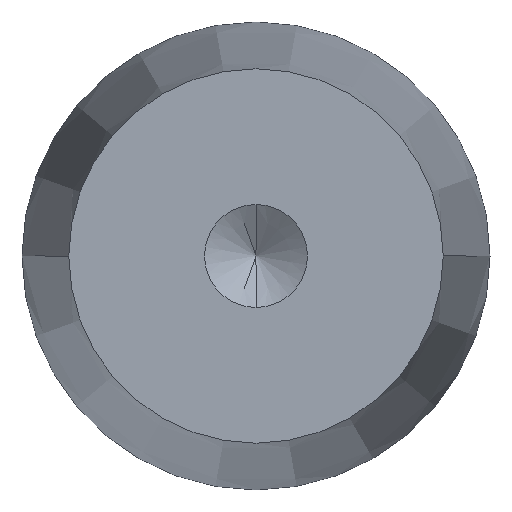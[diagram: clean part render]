
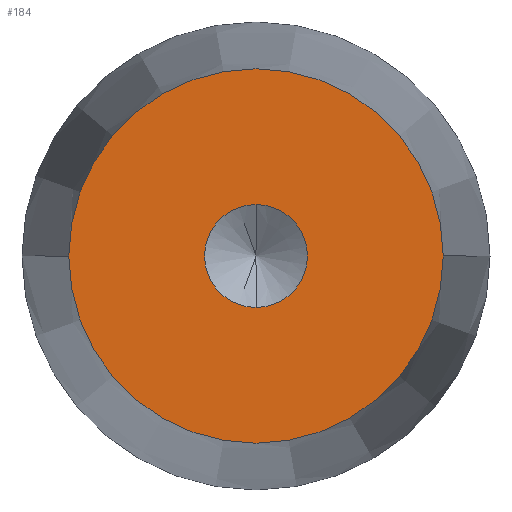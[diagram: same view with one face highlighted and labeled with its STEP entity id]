
A CAD part, front view. The second image highlights one B-rep face of the part: STEP entity #184.
In plain terms, the highlighted planar face has unit normal (0, -1, 0).
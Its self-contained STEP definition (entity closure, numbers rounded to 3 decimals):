
#5 = AXIS2_PLACEMENT_3D ( 'NONE', #195, #151, #262 ) ;
#8 = DIRECTION ( 'NONE',  ( 1., 0., 0. ) ) ;
#30 = FACE_BOUND ( 'NONE', #298, .T. ) ;
#33 = DIRECTION ( 'NONE',  ( 0., -1., 0. ) ) ;
#43 = DIRECTION ( 'NONE',  ( 1., 0., 0. ) ) ;
#48 = ORIENTED_EDGE ( 'NONE', *, *, #165, .F. ) ;
#49 = EDGE_CURVE ( 'NONE', #86, #158, #161, .T. ) ;
#63 = PLANE ( 'NONE',  #88 ) ;
#72 = DIRECTION ( 'NONE',  ( 0., -1., 0. ) ) ;
#86 = VERTEX_POINT ( 'NONE', #114 ) ;
#88 = AXIS2_PLACEMENT_3D ( 'NONE', #154, #174, #43 ) ;
#100 = CIRCLE ( 'NONE', #287, 1.65 ) ;
#101 = CARTESIAN_POINT ( 'NONE',  ( 0., 0., 0. ) ) ;
#106 = VERTEX_POINT ( 'NONE', #237 ) ;
#114 = CARTESIAN_POINT ( 'NONE',  ( 0., 0., 1.65 ) ) ;
#123 = DIRECTION ( 'NONE',  ( 0., 0., -1. ) ) ;
#126 = DIRECTION ( 'NONE',  ( 0., 0., -1. ) ) ;
#131 = FACE_OUTER_BOUND ( 'NONE', #255, .T. ) ;
#151 = DIRECTION ( 'NONE',  ( 0., -1., 0. ) ) ;
#154 = CARTESIAN_POINT ( 'NONE',  ( 0., 0., 0. ) ) ;
#155 = VERTEX_POINT ( 'NONE', #179 ) ;
#158 = VERTEX_POINT ( 'NONE', #240 ) ;
#161 = CIRCLE ( 'NONE', #229, 1.65 ) ;
#163 = CIRCLE ( 'NONE', #175, 6. ) ;
#165 = EDGE_CURVE ( 'NONE', #158, #86, #100, .T. ) ;
#174 = DIRECTION ( 'NONE',  ( 0., -1., 0. ) ) ;
#175 = AXIS2_PLACEMENT_3D ( 'NONE', #199, #72, #8 ) ;
#179 = CARTESIAN_POINT ( 'NONE',  ( 6., 0., 0. ) ) ;
#182 = CARTESIAN_POINT ( 'NONE',  ( 0., 0., 0. ) ) ;
#184 = ADVANCED_FACE ( 'NONE', ( #30, #131 ), #63, .T. ) ;
#195 = CARTESIAN_POINT ( 'NONE',  ( 0., 0., 0. ) ) ;
#196 = DIRECTION ( 'NONE',  ( 0., -1., 0. ) ) ;
#199 = CARTESIAN_POINT ( 'NONE',  ( 0., 0., 0. ) ) ;
#214 = EDGE_CURVE ( 'NONE', #106, #155, #217, .T. ) ;
#217 = CIRCLE ( 'NONE', #5, 6. ) ;
#223 = ORIENTED_EDGE ( 'NONE', *, *, #49, .F. ) ;
#228 = ORIENTED_EDGE ( 'NONE', *, *, #214, .T. ) ;
#229 = AXIS2_PLACEMENT_3D ( 'NONE', #101, #196, #126 ) ;
#233 = EDGE_CURVE ( 'NONE', #155, #106, #163, .T. ) ;
#237 = CARTESIAN_POINT ( 'NONE',  ( -6., 0., 0. ) ) ;
#240 = CARTESIAN_POINT ( 'NONE',  ( 0., 0., -1.65 ) ) ;
#255 = EDGE_LOOP ( 'NONE', ( #228, #300 ) ) ;
#262 = DIRECTION ( 'NONE',  ( 1., 0., 0. ) ) ;
#287 = AXIS2_PLACEMENT_3D ( 'NONE', #182, #33, #123 ) ;
#298 = EDGE_LOOP ( 'NONE', ( #48, #223 ) ) ;
#300 = ORIENTED_EDGE ( 'NONE', *, *, #233, .T. ) ;
